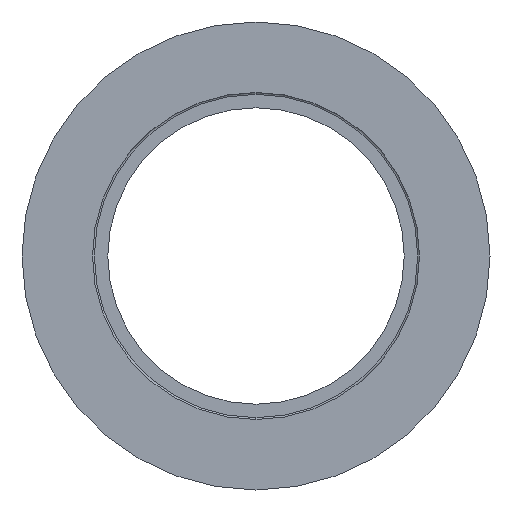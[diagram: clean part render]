
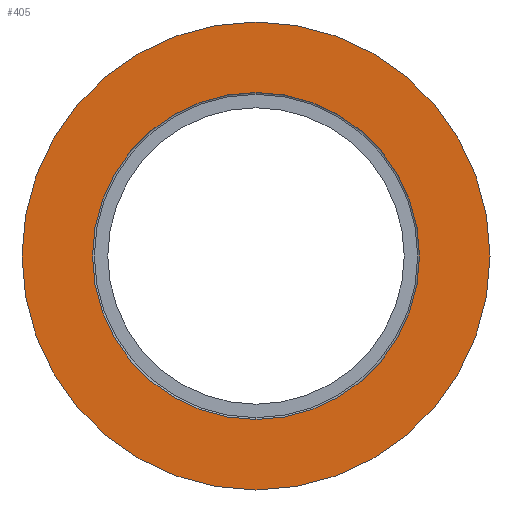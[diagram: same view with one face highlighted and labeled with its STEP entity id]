
A CAD part, left-side view. The second image highlights one B-rep face of the part: STEP entity #405.
In plain terms, the highlighted planar face has unit normal (-1, 0, 0).
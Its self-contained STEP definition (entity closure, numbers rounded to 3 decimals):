
#2 = PLANE ( 'NONE',  #423 ) ;
#81 = EDGE_CURVE ( 'NONE', #197, #400, #98, .T. ) ;
#95 = CARTESIAN_POINT ( 'NONE',  ( 0., 0., -26.2 ) ) ;
#98 = CIRCLE ( 'NONE', #276, 37.5 ) ;
#100 = DIRECTION ( 'NONE',  ( 0., 0., 1. ) ) ;
#104 = CIRCLE ( 'NONE', #356, 26.2 ) ;
#143 = EDGE_CURVE ( 'NONE', #502, #358, #104, .T. ) ;
#149 = CARTESIAN_POINT ( 'NONE',  ( 0., 0., 0. ) ) ;
#162 = CIRCLE ( 'NONE', #523, 37.5 ) ;
#171 = CIRCLE ( 'NONE', #192, 26.2 ) ;
#175 = DIRECTION ( 'NONE',  ( -1., 0., 0. ) ) ;
#179 = DIRECTION ( 'NONE',  ( 0., 0., -1. ) ) ;
#187 = CARTESIAN_POINT ( 'NONE',  ( 0., 0., 37.5 ) ) ;
#192 = AXIS2_PLACEMENT_3D ( 'NONE', #454, #175, #483 ) ;
#197 = VERTEX_POINT ( 'NONE', #187 ) ;
#214 = EDGE_CURVE ( 'NONE', #400, #197, #162, .T. ) ;
#276 = AXIS2_PLACEMENT_3D ( 'NONE', #411, #388, #419 ) ;
#278 = CARTESIAN_POINT ( 'NONE',  ( 0., 0., -26.2 ) ) ;
#282 = FACE_BOUND ( 'NONE', #299, .T. ) ;
#299 = EDGE_LOOP ( 'NONE', ( #384, #344 ) ) ;
#311 = ORIENTED_EDGE ( 'NONE', *, *, #214, .T. ) ;
#319 = DIRECTION ( 'NONE',  ( 0., 0., 1. ) ) ;
#328 = FACE_OUTER_BOUND ( 'NONE', #368, .T. ) ;
#330 = ORIENTED_EDGE ( 'NONE', *, *, #81, .T. ) ;
#343 = CARTESIAN_POINT ( 'NONE',  ( 0., 0., -37.5 ) ) ;
#344 = ORIENTED_EDGE ( 'NONE', *, *, #348, .F. ) ;
#348 = EDGE_CURVE ( 'NONE', #358, #502, #171, .T. ) ;
#356 = AXIS2_PLACEMENT_3D ( 'NONE', #366, #543, #319 ) ;
#358 = VERTEX_POINT ( 'NONE', #278 ) ;
#366 = CARTESIAN_POINT ( 'NONE',  ( 0., 0., 0. ) ) ;
#368 = EDGE_LOOP ( 'NONE', ( #330, #311 ) ) ;
#384 = ORIENTED_EDGE ( 'NONE', *, *, #143, .F. ) ;
#388 = DIRECTION ( 'NONE',  ( -1., 0., 0. ) ) ;
#393 = CARTESIAN_POINT ( 'NONE',  ( 0., 0., 26.2 ) ) ;
#400 = VERTEX_POINT ( 'NONE', #343 ) ;
#405 = ADVANCED_FACE ( 'NONE', ( #282, #328 ), #2, .F. ) ;
#411 = CARTESIAN_POINT ( 'NONE',  ( 0., 0., 0. ) ) ;
#419 = DIRECTION ( 'NONE',  ( 0., 0., 1. ) ) ;
#423 = AXIS2_PLACEMENT_3D ( 'NONE', #95, #455, #179 ) ;
#454 = CARTESIAN_POINT ( 'NONE',  ( 0., 0., 0. ) ) ;
#455 = DIRECTION ( 'NONE',  ( 1., 0., 0. ) ) ;
#483 = DIRECTION ( 'NONE',  ( 0., 0., 1. ) ) ;
#502 = VERTEX_POINT ( 'NONE', #393 ) ;
#523 = AXIS2_PLACEMENT_3D ( 'NONE', #149, #538, #100 ) ;
#538 = DIRECTION ( 'NONE',  ( -1., 0., 0. ) ) ;
#543 = DIRECTION ( 'NONE',  ( -1., 0., 0. ) ) ;
